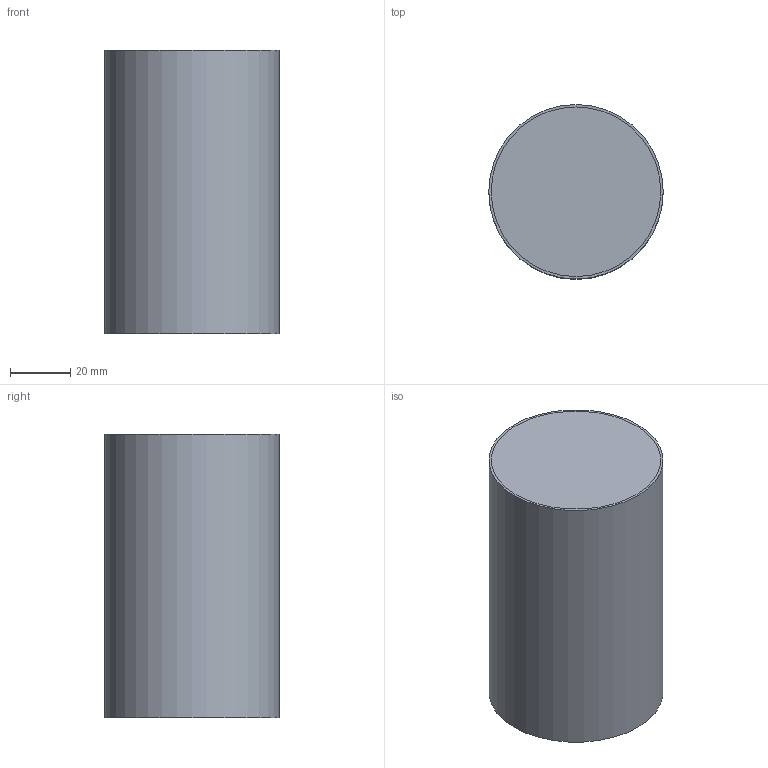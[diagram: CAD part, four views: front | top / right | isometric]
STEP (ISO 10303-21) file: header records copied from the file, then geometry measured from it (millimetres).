
FILE_DESCRIPTION(('FreeCAD Model'),'2;1');
FILE_NAME('Copper_Cup.step', '2017-06-08T12:35:51',('Author'),(''), 'Open CASCADE STEP processor 6.8','FreeCAD','Unknown');
FILE_SCHEMA(('AUTOMOTIVE_DESIGN_CC2 { 1 2 10303 214 -1 1 5 4 }'));
Length unit declared in the file: millimetre
Products named in the file (6): ASSEMBLY; Cylinder; Cylinder001; Cut; Cylinder002; Cut001
Assembly tree (5 placements, depth 2):
  ASSEMBLY
    Cylinder
    Cylinder001
    Cut
    Cylinder002
    Cut001
Bounding box: 57.8 x 57.8 x 94 mm (x, y, z)
Surface area: 120283 mm2
Topology: 5 solids, 5 shells, 20 faces, 24 edges, 16 vertices
Faces by surface type: plane 12, cylinder 8
Full cylindrical faces by diameter (mm): 9.1 x2, 56.2 x3, 57.8 x3
Entity records: 864 total; most frequent: DIRECTION 140, CARTESIAN_POINT 114, ORIENTED_EDGE 48, PCURVE 48, DEFINITIONAL_REPRESENTATION 48, AXIS2_PLACEMENT_3D 42, LINE 40, VECTOR 40
